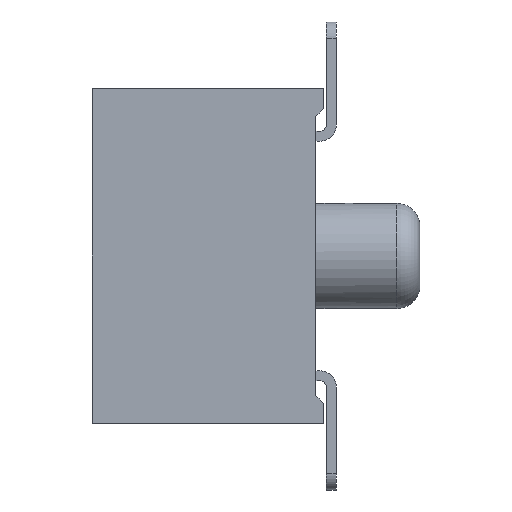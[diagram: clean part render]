
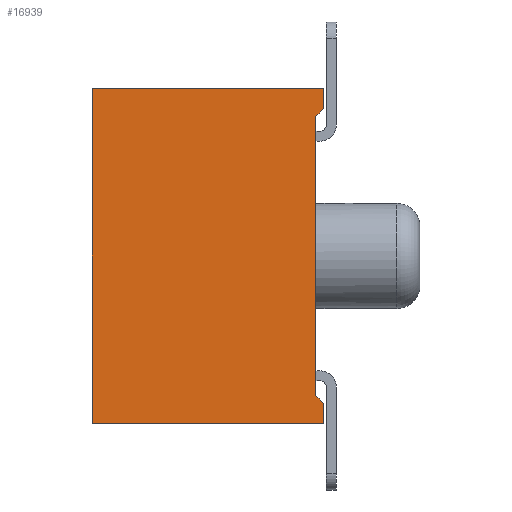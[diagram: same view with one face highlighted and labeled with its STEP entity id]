
A CAD part, front view. The second image highlights one B-rep face of the part: STEP entity #16939.
In plain terms, the highlighted planar face has unit normal (0, -1, 0).
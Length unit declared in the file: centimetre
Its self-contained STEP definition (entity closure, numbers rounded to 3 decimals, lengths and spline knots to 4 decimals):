
#967=FACE_OUTER_BOUND('',#1981,.T.);
#1981=EDGE_LOOP('',(#11109,#11110,#11111,#11112,#11113,#11114,#11115,#11116));
#3113=LINE('',#25043,#5033);
#3114=LINE('',#25045,#5034);
#3115=LINE('',#25047,#5035);
#3116=LINE('',#25049,#5036);
#3117=LINE('',#25051,#5037);
#3118=LINE('',#25053,#5038);
#3119=LINE('',#25055,#5039);
#3120=LINE('',#25056,#5040);
#5033=VECTOR('',#19723,0.351);
#5034=VECTOR('',#19724,0.508);
#5035=VECTOR('',#19725,0.351);
#5036=VECTOR('',#19726,0.0305);
#5037=VECTOR('',#19727,0.0156);
#5038=VECTOR('',#19728,0.425);
#5039=VECTOR('',#19729,0.0156);
#5040=VECTOR('',#19730,0.0305);
#6953=VERTEX_POINT('',#25041);
#6954=VERTEX_POINT('',#25042);
#6955=VERTEX_POINT('',#25044);
#6956=VERTEX_POINT('',#25046);
#6957=VERTEX_POINT('',#25048);
#6958=VERTEX_POINT('',#25050);
#6959=VERTEX_POINT('',#25052);
#6960=VERTEX_POINT('',#25054);
#8529=EDGE_CURVE('',#6953,#6954,#3113,.T.);
#8530=EDGE_CURVE('',#6955,#6953,#3114,.T.);
#8531=EDGE_CURVE('',#6956,#6955,#3115,.T.);
#8532=EDGE_CURVE('',#6957,#6956,#3116,.T.);
#8533=EDGE_CURVE('',#6958,#6957,#3117,.T.);
#8534=EDGE_CURVE('',#6959,#6958,#3118,.T.);
#8535=EDGE_CURVE('',#6960,#6959,#3119,.T.);
#8536=EDGE_CURVE('',#6954,#6960,#3120,.T.);
#11109=ORIENTED_EDGE('',*,*,#8529,.F.);
#11110=ORIENTED_EDGE('',*,*,#8530,.F.);
#11111=ORIENTED_EDGE('',*,*,#8531,.F.);
#11112=ORIENTED_EDGE('',*,*,#8532,.F.);
#11113=ORIENTED_EDGE('',*,*,#8533,.F.);
#11114=ORIENTED_EDGE('',*,*,#8534,.F.);
#11115=ORIENTED_EDGE('',*,*,#8535,.F.);
#11116=ORIENTED_EDGE('',*,*,#8536,.F.);
#16179=PLANE('',#17955);
#16939=ADVANCED_FACE('',(#967),#16179,.F.);
#17955=AXIS2_PLACEMENT_3D('',#25040,#19721,#19722);
#19721=DIRECTION('center_axis',(0.,1.,0.));
#19722=DIRECTION('ref_axis',(0.,0.,-1.));
#19723=DIRECTION('',(1.,0.,0.));
#19724=DIRECTION('',(0.,0.,1.));
#19725=DIRECTION('',(-1.,0.,0.));
#19726=DIRECTION('',(0.,0.,-1.));
#19727=DIRECTION('',(0.707,0.,-0.707));
#19728=DIRECTION('',(0.,0.,-1.));
#19729=DIRECTION('',(-0.707,0.,-0.707));
#19730=DIRECTION('',(0.,0.,-1.));
#25040=CARTESIAN_POINT('Origin',(0.,0.,0.));
#25041=CARTESIAN_POINT('',(-0.351,0.,0.254));
#25042=CARTESIAN_POINT('',(0.,0.,0.254));
#25043=CARTESIAN_POINT('',(-0.351,0.,0.254));
#25044=CARTESIAN_POINT('',(-0.351,0.,-0.254));
#25045=CARTESIAN_POINT('',(-0.351,0.,-0.254));
#25046=CARTESIAN_POINT('',(0.,0.,-0.254));
#25047=CARTESIAN_POINT('',(0.,0.,-0.254));
#25048=CARTESIAN_POINT('',(0.,0.,-0.2235));
#25049=CARTESIAN_POINT('',(0.,0.,-0.2235));
#25050=CARTESIAN_POINT('',(-0.011,0.,-0.2125));
#25051=CARTESIAN_POINT('',(-0.011,0.,-0.2125));
#25052=CARTESIAN_POINT('',(-0.011,0.,0.2125));
#25053=CARTESIAN_POINT('',(-0.011,0.,0.2125));
#25054=CARTESIAN_POINT('',(0.,0.,0.2235));
#25055=CARTESIAN_POINT('',(0.,0.,0.2235));
#25056=CARTESIAN_POINT('',(0.,0.,0.254));
